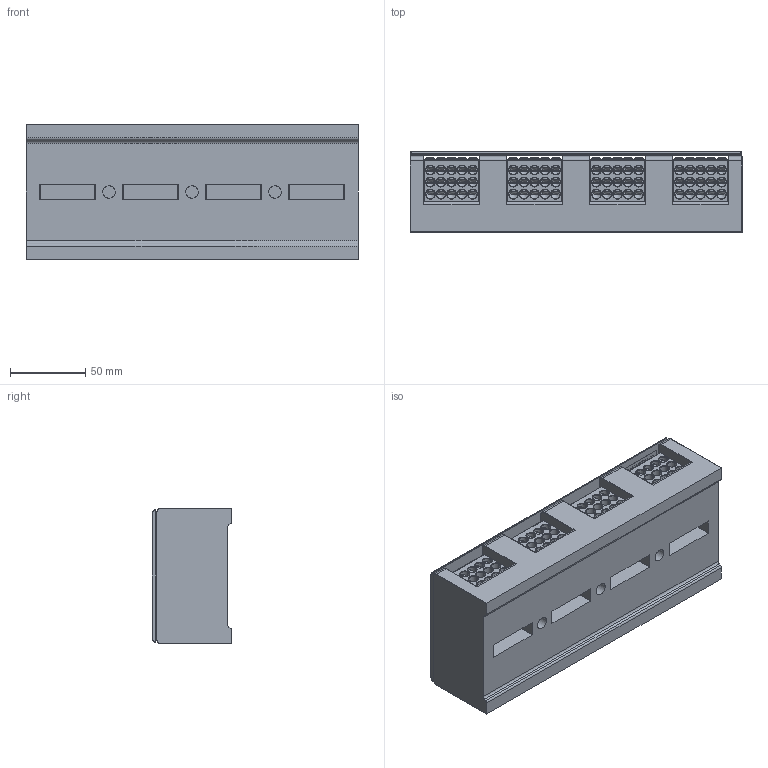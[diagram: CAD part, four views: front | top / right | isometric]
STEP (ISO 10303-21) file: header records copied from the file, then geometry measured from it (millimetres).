
FILE_DESCRIPTION((''),'2;1');
FILE_NAME('5YB574859','2023-07-29T',('Administrator'),(''),'PRO/ENGINEER BY PARAMETRIC TECHNOLOGY CORPORATION, 2013230','PRO/ENGINEER BY PARAMETRIC TECHNOLOGY CORPORATION, 2013230','');
FILE_SCHEMA(('CONFIG_CONTROL_DESIGN'));
Products named in the file (1): 5YB574859
Bounding box: 220 x 53 x 90 mm (x, y, z)
Volume: 682388.7 mm3; surface area: 198485.6 mm2
Topology: 1 solids, 37 shells, 3885 faces, 10341 edges, 6422 vertices
Faces by surface type: plane 2227, cylinder 894, cone 584, sphere 136, torus 44
Entity records: 145595 total; most frequent: CARTESIAN_POINT 26665, ORIENTED_EDGE 20074, DIRECTION 19645, EDGE_CURVE 10037, AXIS2_PLACEMENT_3D 6561, VECTOR 6523, LINE 6523, VERTEX_POINT 6422
